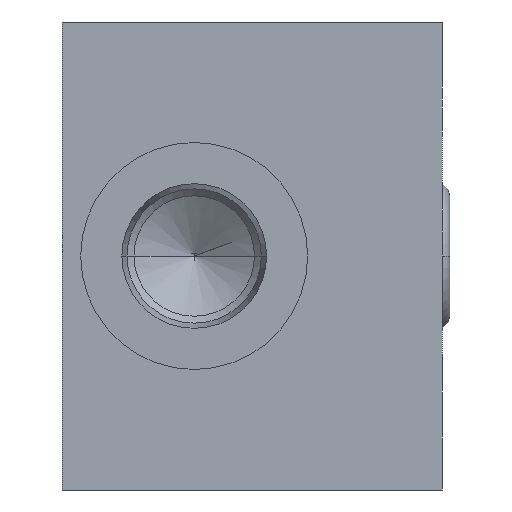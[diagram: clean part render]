
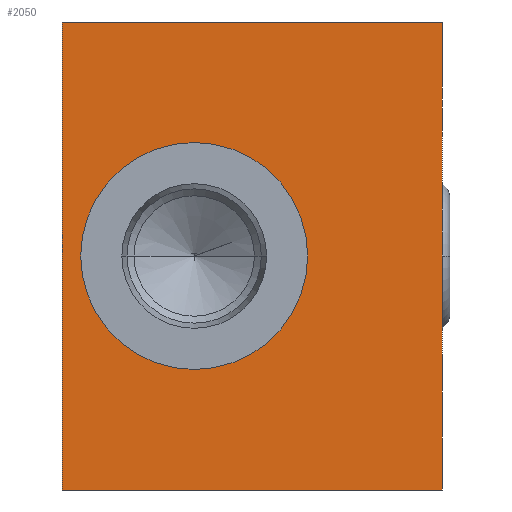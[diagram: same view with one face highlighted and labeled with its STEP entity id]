
A CAD part, left-side view. The second image highlights one B-rep face of the part: STEP entity #2050.
In plain terms, the highlighted planar face has unit normal (-1, 0, 0).
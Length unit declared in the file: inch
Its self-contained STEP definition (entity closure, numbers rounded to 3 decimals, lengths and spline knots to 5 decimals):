
#336=DIRECTION('',(0.,-1.,0.));
#337=VECTOR('',#336,1.625);
#338=CARTESIAN_POINT('',(-1.375,0.564,1.));
#339=LINE('',#338,#337);
#340=DIRECTION('',(0.,0.,-1.));
#341=VECTOR('',#340,2.);
#342=CARTESIAN_POINT('',(-1.375,-1.061,1.));
#343=LINE('',#342,#341);
#344=DIRECTION('',(0.,1.,0.));
#345=VECTOR('',#344,1.625);
#346=CARTESIAN_POINT('',(-1.375,-1.061,-1.));
#347=LINE('',#346,#345);
#348=DIRECTION('',(0.,0.,1.));
#349=VECTOR('',#348,2.);
#350=CARTESIAN_POINT('',(-1.375,0.564,-1.));
#351=LINE('',#350,#349);
#352=CARTESIAN_POINT('',(-1.375,0.,0.));
#353=DIRECTION('',(-1.,0.,0.));
#354=DIRECTION('',(0.,1.,0.));
#355=AXIS2_PLACEMENT_3D('',#352,#353,#354);
#357=CARTESIAN_POINT('',(-1.375,0.,0.));
#358=DIRECTION('',(-1.,0.,0.));
#359=DIRECTION('',(0.,-1.,0.));
#360=AXIS2_PLACEMENT_3D('',#357,#358,#359);
#1348=CARTESIAN_POINT('',(-1.375,0.564,1.));
#1349=CARTESIAN_POINT('',(-1.375,-1.061,1.));
#1350=VERTEX_POINT('',#1348);
#1351=VERTEX_POINT('',#1349);
#1352=CARTESIAN_POINT('',(-1.375,-1.061,-1.));
#1353=VERTEX_POINT('',#1352);
#1354=CARTESIAN_POINT('',(-1.375,0.564,-1.));
#1355=VERTEX_POINT('',#1354);
#1460=CARTESIAN_POINT('',(-1.375,0.485,0.));
#1461=CARTESIAN_POINT('',(-1.375,-0.485,0.));
#1462=VERTEX_POINT('',#1460);
#1463=VERTEX_POINT('',#1461);
#2030=CARTESIAN_POINT('',(-1.375,0.,0.));
#2031=DIRECTION('',(1.,0.,0.));
#2032=DIRECTION('',(0.,0.,-1.));
#2033=AXIS2_PLACEMENT_3D('',#2030,#2031,#2032);
#2034=PLANE('',#2033);
#2035=ORIENTED_EDGE('',*,*,#2020,.T.);
#2037=ORIENTED_EDGE('',*,*,#2036,.T.);
#2039=ORIENTED_EDGE('',*,*,#2038,.T.);
#2041=ORIENTED_EDGE('',*,*,#2040,.T.);
#2042=EDGE_LOOP('',(#2035,#2037,#2039,#2041));
#2043=FACE_OUTER_BOUND('',#2042,.F.);
#2045=ORIENTED_EDGE('',*,*,#2044,.T.);
#2047=ORIENTED_EDGE('',*,*,#2046,.T.);
#2048=EDGE_LOOP('',(#2045,#2047));
#2049=FACE_BOUND('',#2048,.F.);
#356=CIRCLE('',#355,0.485);
#361=CIRCLE('',#360,0.485);
#2020=EDGE_CURVE('',#1350,#1351,#339,.T.);
#2036=EDGE_CURVE('',#1351,#1353,#343,.T.);
#2038=EDGE_CURVE('',#1353,#1355,#347,.T.);
#2040=EDGE_CURVE('',#1355,#1350,#351,.T.);
#2044=EDGE_CURVE('',#1462,#1463,#356,.T.);
#2046=EDGE_CURVE('',#1463,#1462,#361,.T.);
#2050=ADVANCED_FACE('',(#2043,#2049),#2034,.F.);
